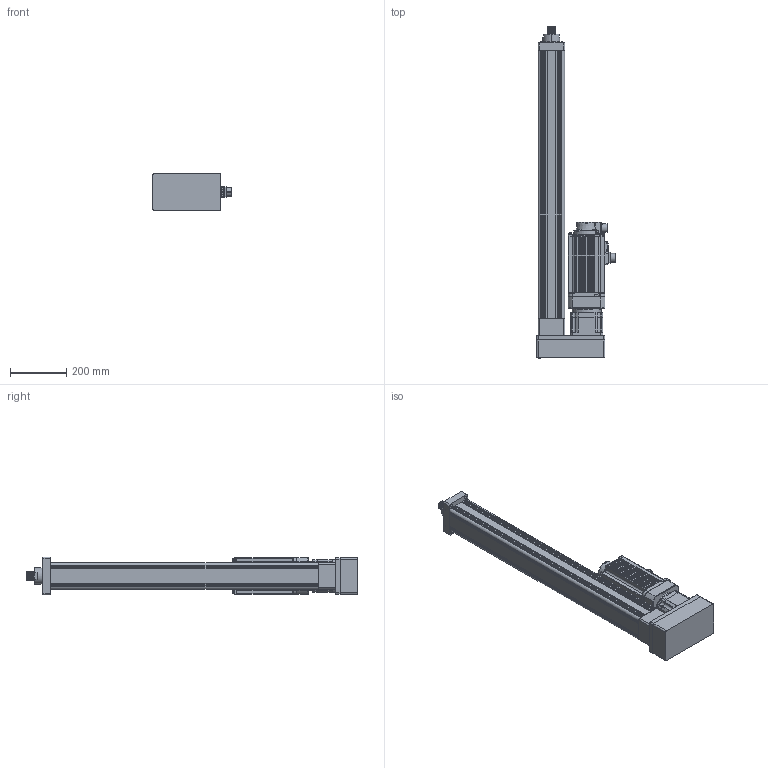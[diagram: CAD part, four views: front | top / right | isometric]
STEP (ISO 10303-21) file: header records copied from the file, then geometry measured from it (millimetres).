
FILE_DESCRIPTION (( 'STEP AP203' ), '1' );
FILE_NAME ('RLA95-10QF-25KN-R800-100mm-s.STEP', '2025-02-10T00:59:34', ( '微软用户' ), ( '微软中国' ), 'SwSTEP 2.0', 'SolidWorks 2022', '' );
FILE_SCHEMA (( 'CONFIG_CONTROL_DESIGN' ));
Length unit declared in the file: millimetre
Products named in the file (35): 31090121_38.stp; 15050948_51_1.stp; 31040440_ASM_8_ASM.stp; 31100223_7.stp; 31090149_ASM_5_ASM.stp; 3KW-3000带刹车; 95缸行程800折叠前法兰安装; 000_27.stp; 22050017_30.stp; 22061337-2_30.stp; 22010922.stp; M310001_1_AF0_31.stp; 31100148_49.stp; 31100134_49.stp; 31100288_30.stp; 15050947_30.stp; 31100061_6.stp; 31090635_8.stp; 31090149_ASM_5_ASM-0.stp; 31100089_31.stp; RLA95-10QF-25KN-R800-100mm-s; 22060231_39.stp; 31010550_ASM_8_ASM.stp; 22061337_ASM_30_ASM.stp; M320001_1_AF0_31.stp; 01112721_ASM_8_ASM.stp; PGH115-L1-24-110-145-M8-A32; 15050948_51_ASM.stp; 15050948_51_2.stp; 3KW3000.stp; 31070610_8.stp; 22061335_30.stp; 22060808_6.stp; 22061337-1_30.stp; 00_ASM_1_AF0_ASM_31_ASM.stp
Assembly tree (53 placements, depth 7):
  RLA95-10QF-25KN-R800-100mm-s
    95缸行程800折叠前法兰安装
    PGH115-L1-24-110-145-M8-A32
    3KW-3000带刹车
      3KW3000.stp
        01112721_ASM_8_ASM.stp
          31010550_ASM_8_ASM.stp
            15050948_51_ASM.stp
              15050948_51_1.stp
              15050948_51_2.stp
            31090635_8.stp
            31100148_49.stp
            31100134_49.stp
            000_27.stp
          31040440_ASM_8_ASM.stp
            31070610_8.stp
            31090121_38.stp
          31090149_ASM_5_ASM.stp
            00_ASM_1_AF0_ASM_31_ASM.stp
              M320001_1_AF0_31.stp
              M310001_1_AF0_31.stp
            31090149_ASM_5_ASM-0.stp
          22061337_ASM_30_ASM.stp  x4
            22061337-1_30.stp
            22061337-2_30.stp
          31100288_30.stp
          15050947_30.stp
          22061335_30.stp  x4
          22050017_30.stp  x8
          22060231_39.stp  x4
          31100089_31.stp
          31100061_6.stp
          31100223_7.stp
          22060808_6.stp  x4
        22010922.stp
Bounding box: 280.4 x 1183 x 135 mm (x, y, z)
Volume: 8624845.9 mm3; surface area: 1623875.2 mm2
Topology: 62 solids, 91 shells, 4427 faces, 11094 edges, 6893 vertices
Faces by surface type: cylinder 1699, plane 1459, torus 534, bspline 363, cone 274, sphere 98
Entity records: 169633 total; most frequent: CARTESIAN_POINT 74151, ORIENTED_EDGE 19454, DIRECTION 18886, EDGE_CURVE 9785, AXIS2_PLACEMENT_3D 7476, VERTEX_POINT 6141, EDGE_LOOP 4238, VECTOR 3934
